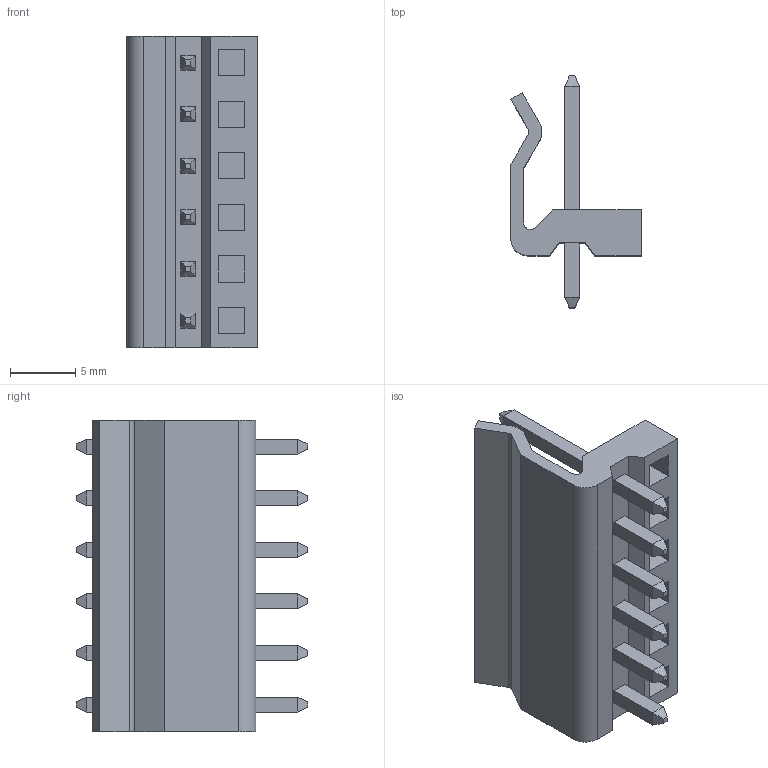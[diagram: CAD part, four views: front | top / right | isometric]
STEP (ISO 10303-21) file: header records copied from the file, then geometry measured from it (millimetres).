
FILE_DESCRIPTION (( 'STEP AP203' ), '1' );
FILE_NAME ('Âèëêà ÑÍÏ348-6ÂÏ22-Â.STEP', '2015-09-18T06:22:32', ( '' ), ( '' ), 'SwSTEP 2.0', 'SolidWorks 2015', '' );
FILE_SCHEMA (( 'CONFIG_CONTROL_DESIGN' ));
Length unit declared in the file: millimetre
Products named in the file (3): ﾐﾞﾌﾊ.757536.019 韈鸙2; 修淌.757471.027 黖1; Âèëêà ÑÍÏ348-6ÂÏ22-Â
Assembly tree (7 placements, depth 2):
  Âèëêà ÑÍÏ348-6ÂÏ22-Â
    ﾐﾞﾌﾊ.757536.019 韈鸙2
    修淌.757471.027 黖1  x6
Bounding box: 10 x 17.8 x 23.9 mm (x, y, z)
Volume: 992.9 mm3; surface area: 1887.8 mm2
Topology: 7 solids, 7 shells, 159 faces, 369 edges, 230 vertices
Faces by surface type: plane 155, cylinder 4
Entity records: 3136 total; most frequent: CARTESIAN_POINT 478, ORIENTED_EDGE 458, DIRECTION 435, EDGE_CURVE 229, VECTOR 221, LINE 221, VERTEX_POINT 150, EDGE_LOOP 107
